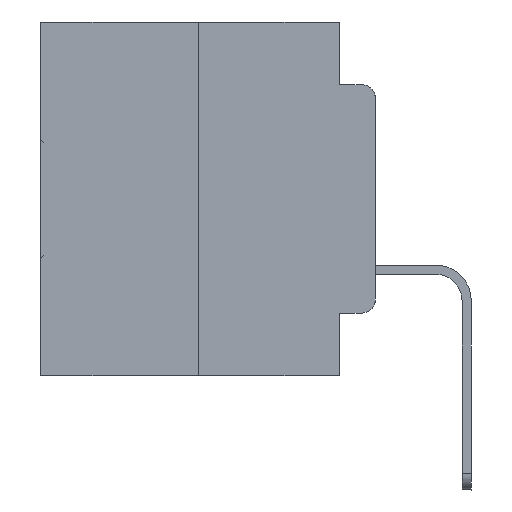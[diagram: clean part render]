
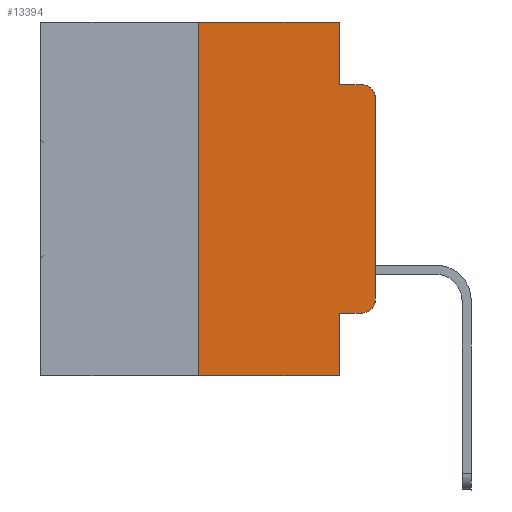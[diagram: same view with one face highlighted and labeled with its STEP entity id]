
A CAD part, left-side view. The second image highlights one B-rep face of the part: STEP entity #13394.
In plain terms, the highlighted planar face has unit normal (-1, 0, 0).
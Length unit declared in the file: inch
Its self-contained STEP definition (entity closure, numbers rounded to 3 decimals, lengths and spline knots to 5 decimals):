
#93 = VERTEX_POINT ( 'NONE', #24887 ) ;
#243 = EDGE_CURVE ( 'NONE', #9727, #25192, #19632, .T. ) ;
#345 = CARTESIAN_POINT ( 'NONE',  ( 0., 0.02, -0.3915 ) ) ;
#632 = VERTEX_POINT ( 'NONE', #1620 ) ;
#857 = ORIENTED_EDGE ( 'NONE', *, *, #16854, .F. ) ;
#1338 = AXIS2_PLACEMENT_3D ( 'NONE', #345, #17283, #2954 ) ;
#1620 = CARTESIAN_POINT ( 'NONE',  ( 0., 0.051, -0.4115 ) ) ;
#1701 = EDGE_CURVE ( 'NONE', #18032, #93, #14978, .T. ) ;
#1845 = ORIENTED_EDGE ( 'NONE', *, *, #243, .F. ) ;
#2954 = DIRECTION ( 'NONE',  ( 0., 0., -1. ) ) ;
#3086 = ORIENTED_EDGE ( 'NONE', *, *, #23315, .F. ) ;
#3696 = DIRECTION ( 'NONE',  ( 0., 0., -1. ) ) ;
#3825 = EDGE_CURVE ( 'NONE', #19894, #21036, #22722, .T. ) ;
#3848 = VECTOR ( 'NONE', #4039, 39.37008 ) ;
#4039 = DIRECTION ( 'NONE',  ( 0., -1., 0. ) ) ;
#5227 = DIRECTION ( 'NONE',  ( 0., 0., 1. ) ) ;
#5333 = LINE ( 'NONE', #21607, #30025 ) ;
#5906 = DIRECTION ( 'NONE',  ( 0., 0., 1. ) ) ;
#6106 = ORIENTED_EDGE ( 'NONE', *, *, #25393, .T. ) ;
#6235 = VERTEX_POINT ( 'NONE', #17035 ) ;
#6593 = CARTESIAN_POINT ( 'NONE',  ( 0., 0.051, 0. ) ) ;
#7696 = PLANE ( 'NONE',  #19922 ) ;
#7855 = FACE_OUTER_BOUND ( 'NONE', #11349, .T. ) ;
#9464 = DIRECTION ( 'NONE',  ( 0., -1., 0. ) ) ;
#9484 = CARTESIAN_POINT ( 'NONE',  ( 0., 0.473, 0. ) ) ;
#9727 = VERTEX_POINT ( 'NONE', #6593 ) ;
#9764 = CARTESIAN_POINT ( 'NONE',  ( 0., 0.25, -0.5 ) ) ;
#9808 = CIRCLE ( 'NONE', #1338, 0.02 ) ;
#9954 = CARTESIAN_POINT ( 'NONE',  ( 0., 0., -0.3915 ) ) ;
#10029 = DIRECTION ( 'NONE',  ( 0., 0., -1. ) ) ;
#10321 = LINE ( 'NONE', #15853, #20007 ) ;
#10583 = ORIENTED_EDGE ( 'NONE', *, *, #18603, .F. ) ;
#11125 = VECTOR ( 'NONE', #5227, 39.37008 ) ;
#11349 = EDGE_LOOP ( 'NONE', ( #16999, #11940, #3086, #1845, #857, #24976, #27180, #10583, #19979, #6106 ) ) ;
#11700 = LINE ( 'NONE', #23781, #13931 ) ;
#11940 = ORIENTED_EDGE ( 'NONE', *, *, #20633, .T. ) ;
#11986 = VECTOR ( 'NONE', #5906, 39.37008 ) ;
#12098 = CARTESIAN_POINT ( 'NONE',  ( 0., 0.473, 0. ) ) ;
#12581 = VECTOR ( 'NONE', #24012, 39.37008 ) ;
#13394 = ADVANCED_FACE ( 'NONE', ( #7855 ), #7696, .F. ) ;
#13774 = CARTESIAN_POINT ( 'NONE',  ( 0., 0.051, 0. ) ) ;
#13931 = VECTOR ( 'NONE', #9464, 39.37008 ) ;
#14978 = LINE ( 'NONE', #22744, #11986 ) ;
#15090 = CARTESIAN_POINT ( 'NONE',  ( 0., 0.051, -0.0885 ) ) ;
#15616 = DIRECTION ( 'NONE',  ( -1., 0., 0. ) ) ;
#15827 = CARTESIAN_POINT ( 'NONE',  ( 0., 0.051, -0.5 ) ) ;
#15832 = CARTESIAN_POINT ( 'NONE',  ( 0., 0.02, -0.1085 ) ) ;
#15853 = CARTESIAN_POINT ( 'NONE',  ( 0., 0.051, -0.0885 ) ) ;
#16854 = EDGE_CURVE ( 'NONE', #93, #9727, #25635, .T. ) ;
#16999 = ORIENTED_EDGE ( 'NONE', *, *, #3825, .T. ) ;
#17035 = CARTESIAN_POINT ( 'NONE',  ( 0., 0.02, -0.0885 ) ) ;
#17283 = DIRECTION ( 'NONE',  ( -1., 0., 0. ) ) ;
#17356 = CARTESIAN_POINT ( 'NONE',  ( 0., 0., 0. ) ) ;
#17416 = CIRCLE ( 'NONE', #27061, 0.02 ) ;
#18032 = VERTEX_POINT ( 'NONE', #9764 ) ;
#18323 = EDGE_CURVE ( 'NONE', #18032, #30562, #22934, .T. ) ;
#18515 = EDGE_CURVE ( 'NONE', #632, #25196, #11700, .T. ) ;
#18603 = EDGE_CURVE ( 'NONE', #632, #30562, #5333, .T. ) ;
#19632 = LINE ( 'NONE', #13774, #28246 ) ;
#19894 = VERTEX_POINT ( 'NONE', #9954 ) ;
#19922 = AXIS2_PLACEMENT_3D ( 'NONE', #12098, #24318, #10029 ) ;
#19979 = ORIENTED_EDGE ( 'NONE', *, *, #18515, .T. ) ;
#20007 = VECTOR ( 'NONE', #23482, 39.37008 ) ;
#20633 = EDGE_CURVE ( 'NONE', #21036, #6235, #17416, .T. ) ;
#21036 = VERTEX_POINT ( 'NONE', #22101 ) ;
#21607 = CARTESIAN_POINT ( 'NONE',  ( 0., 0.051, 0. ) ) ;
#22101 = CARTESIAN_POINT ( 'NONE',  ( 0., 0., -0.1085 ) ) ;
#22722 = LINE ( 'NONE', #17356, #11125 ) ;
#22744 = CARTESIAN_POINT ( 'NONE',  ( 0., 0.25, 0. ) ) ;
#22934 = LINE ( 'NONE', #30283, #3848 ) ;
#23092 = DIRECTION ( 'NONE',  ( 0., 0., -1. ) ) ;
#23315 = EDGE_CURVE ( 'NONE', #25192, #6235, #10321, .T. ) ;
#23482 = DIRECTION ( 'NONE',  ( 0., -1., 0. ) ) ;
#23781 = CARTESIAN_POINT ( 'NONE',  ( 0., 0.051, -0.4115 ) ) ;
#24012 = DIRECTION ( 'NONE',  ( 0., -1., 0. ) ) ;
#24212 = DIRECTION ( 'NONE',  ( 0., 0., -1. ) ) ;
#24318 = DIRECTION ( 'NONE',  ( 1., 0., 0. ) ) ;
#24887 = CARTESIAN_POINT ( 'NONE',  ( 0., 0.25, 0. ) ) ;
#24976 = ORIENTED_EDGE ( 'NONE', *, *, #1701, .F. ) ;
#25192 = VERTEX_POINT ( 'NONE', #15090 ) ;
#25196 = VERTEX_POINT ( 'NONE', #26722 ) ;
#25393 = EDGE_CURVE ( 'NONE', #25196, #19894, #9808, .T. ) ;
#25635 = LINE ( 'NONE', #9484, #12581 ) ;
#26722 = CARTESIAN_POINT ( 'NONE',  ( 0., 0.02, -0.4115 ) ) ;
#27061 = AXIS2_PLACEMENT_3D ( 'NONE', #15832, #15616, #3696 ) ;
#27180 = ORIENTED_EDGE ( 'NONE', *, *, #18323, .T. ) ;
#28246 = VECTOR ( 'NONE', #23092, 39.37008 ) ;
#30025 = VECTOR ( 'NONE', #24212, 39.37008 ) ;
#30283 = CARTESIAN_POINT ( 'NONE',  ( 0., 0.473, -0.5 ) ) ;
#30562 = VERTEX_POINT ( 'NONE', #15827 ) ;
